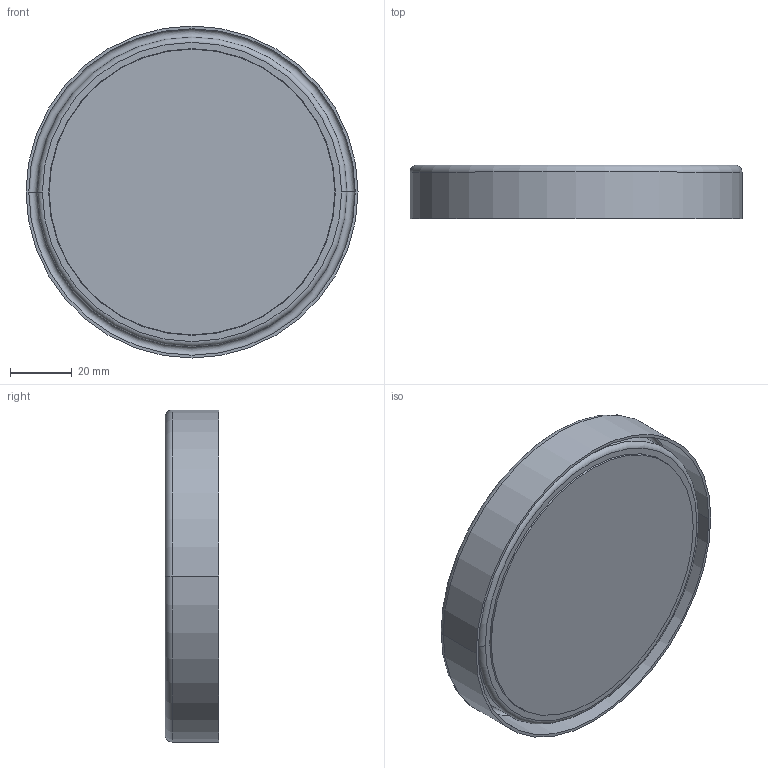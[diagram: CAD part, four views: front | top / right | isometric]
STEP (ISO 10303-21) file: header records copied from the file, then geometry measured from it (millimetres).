
FILE_DESCRIPTION (( 'STEP AP214' ), '1' );
FILE_NAME ('Hositrad_HVP4000-Spinn.STEP', '2014-08-27T12:06:53', ( '' ), ( '' ), 'SwSTEP 2.0', 'SolidWorks 2014', '' );
FILE_SCHEMA (( 'AUTOMOTIVE_DESIGN' ));
Length unit declared in the file: millimetre
Products named in the file (3): Viewport-metal-ring107.5; Hositrad_HVP4000-Spinn; Glas107
Assembly tree (2 placements, depth 2):
  Hositrad_HVP4000-Spinn
    Viewport-metal-ring107.5
    Glas107
Bounding box: 107.5 x 17.3 x 107.5 mm (x, y, z)
Volume: 61462.7 mm3; surface area: 41186.8 mm2
Topology: 2 solids, 2 shells, 30 faces, 58 edges, 34 vertices
Faces by surface type: cylinder 14, torus 10, plane 6
Entity records: 899 total; most frequent: DIRECTION 172, CARTESIAN_POINT 127, ORIENTED_EDGE 116, AXIS2_PLACEMENT_3D 79, EDGE_CURVE 58, CIRCLE 44, EDGE_LOOP 34, VERTEX_POINT 34
